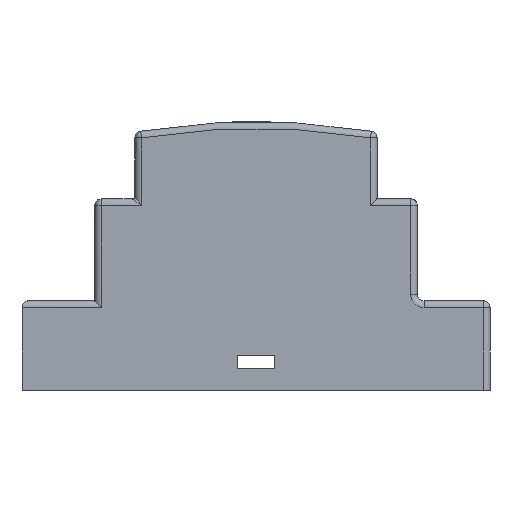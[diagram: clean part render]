
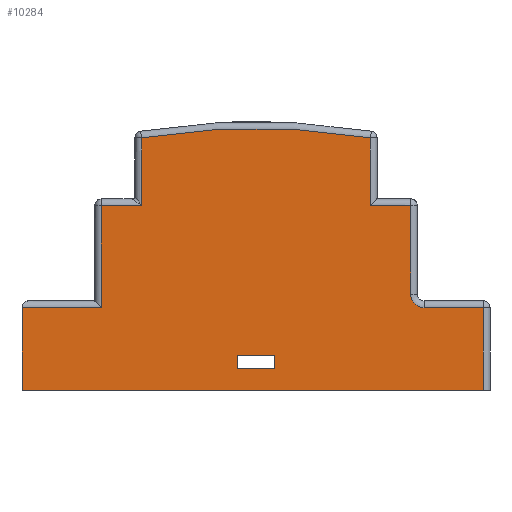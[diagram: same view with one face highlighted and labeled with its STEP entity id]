
A CAD part, left-side view. The second image highlights one B-rep face of the part: STEP entity #10284.
In plain terms, the highlighted planar face has unit normal (-1, 0, 0).
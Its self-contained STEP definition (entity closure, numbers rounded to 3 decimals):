
#214=PLANE('',#11013);
#457=FACE_BOUND('',#1426,.T.);
#865=FACE_OUTER_BOUND('',#1425,.T.);
#1425=EDGE_LOOP('',(#7680,#7681,#7682,#7683,#7684,#7685,#7686,#7687,#7688,
#7689,#7690,#7691,#7692));
#1426=EDGE_LOOP('',(#7693,#7694,#7695,#7696));
#2211=LINE('',#21535,#3245);
#2223=LINE('',#21566,#3257);
#2341=LINE('',#21817,#3375);
#2342=LINE('',#21819,#3376);
#2343=LINE('',#21823,#3377);
#2344=LINE('',#21825,#3378);
#2345=LINE('',#21827,#3379);
#2346=LINE('',#21831,#3380);
#2347=LINE('',#21833,#3381);
#2348=LINE('',#21835,#3382);
#2349=LINE('',#21836,#3383);
#2350=LINE('',#21839,#3384);
#2351=LINE('',#21841,#3385);
#2352=LINE('',#21843,#3386);
#2353=LINE('',#21844,#3387);
#3245=VECTOR('',#12138,85.75);
#3257=VECTOR('',#12160,15.4);
#3375=VECTOR('',#12338,15.4);
#3376=VECTOR('',#12339,11.);
#3377=VECTOR('',#12342,16.44);
#3378=VECTOR('',#12343,7.5);
#3379=VECTOR('',#12344,12.607);
#3380=VECTOR('',#12347,12.607);
#3381=VECTOR('',#12348,7.5);
#3382=VECTOR('',#12349,18.94);
#3383=VECTOR('',#12350,14.75);
#3384=VECTOR('',#12351,2.5);
#3385=VECTOR('',#12352,7.);
#3386=VECTOR('',#12353,2.5);
#3387=VECTOR('',#12354,7.);
#4116=CIRCLE('',#11014,2.5);
#4117=CIRCLE('',#11015,128.39);
#4769=VERTEX_POINT('',#21532);
#4770=VERTEX_POINT('',#21534);
#4784=VERTEX_POINT('',#21565);
#4887=VERTEX_POINT('',#21816);
#4888=VERTEX_POINT('',#21818);
#4889=VERTEX_POINT('',#21820);
#4890=VERTEX_POINT('',#21822);
#4891=VERTEX_POINT('',#21824);
#4892=VERTEX_POINT('',#21826);
#4893=VERTEX_POINT('',#21828);
#4894=VERTEX_POINT('',#21830);
#4895=VERTEX_POINT('',#21832);
#4896=VERTEX_POINT('',#21834);
#4897=VERTEX_POINT('',#21837);
#4898=VERTEX_POINT('',#21838);
#4899=VERTEX_POINT('',#21840);
#4900=VERTEX_POINT('',#21842);
#5835=EDGE_CURVE('',#4769,#4770,#2211,.T.);
#5850=EDGE_CURVE('',#4770,#4784,#2223,.T.);
#5989=EDGE_CURVE('',#4769,#4887,#2341,.F.);
#5990=EDGE_CURVE('',#4887,#4888,#2342,.F.);
#5991=EDGE_CURVE('',#4889,#4888,#4116,.F.);
#5992=EDGE_CURVE('',#4889,#4890,#2343,.F.);
#5993=EDGE_CURVE('',#4890,#4891,#2344,.F.);
#5994=EDGE_CURVE('',#4891,#4892,#2345,.F.);
#5995=EDGE_CURVE('',#4892,#4893,#4117,.F.);
#5996=EDGE_CURVE('',#4893,#4894,#2346,.F.);
#5997=EDGE_CURVE('',#4894,#4895,#2347,.F.);
#5998=EDGE_CURVE('',#4895,#4896,#2348,.F.);
#5999=EDGE_CURVE('',#4896,#4784,#2349,.F.);
#6000=EDGE_CURVE('',#4897,#4898,#2350,.T.);
#6001=EDGE_CURVE('',#4898,#4899,#2351,.T.);
#6002=EDGE_CURVE('',#4899,#4900,#2352,.T.);
#6003=EDGE_CURVE('',#4900,#4897,#2353,.T.);
#7680=ORIENTED_EDGE('',*,*,#5835,.F.);
#7681=ORIENTED_EDGE('',*,*,#5989,.T.);
#7682=ORIENTED_EDGE('',*,*,#5990,.T.);
#7683=ORIENTED_EDGE('',*,*,#5991,.F.);
#7684=ORIENTED_EDGE('',*,*,#5992,.T.);
#7685=ORIENTED_EDGE('',*,*,#5993,.T.);
#7686=ORIENTED_EDGE('',*,*,#5994,.T.);
#7687=ORIENTED_EDGE('',*,*,#5995,.T.);
#7688=ORIENTED_EDGE('',*,*,#5996,.T.);
#7689=ORIENTED_EDGE('',*,*,#5997,.T.);
#7690=ORIENTED_EDGE('',*,*,#5998,.T.);
#7691=ORIENTED_EDGE('',*,*,#5999,.T.);
#7692=ORIENTED_EDGE('',*,*,#5850,.F.);
#7693=ORIENTED_EDGE('',*,*,#6000,.T.);
#7694=ORIENTED_EDGE('',*,*,#6001,.T.);
#7695=ORIENTED_EDGE('',*,*,#6002,.T.);
#7696=ORIENTED_EDGE('',*,*,#6003,.T.);
#10284=ADVANCED_FACE('',(#865,#457),#214,.F.);
#11013=AXIS2_PLACEMENT_3D('',#21815,#12336,#12337);
#11014=AXIS2_PLACEMENT_3D('',#21821,#12340,#12341);
#11015=AXIS2_PLACEMENT_3D('',#21829,#12345,#12346);
#12138=DIRECTION('',(0.,1.,0.));
#12160=DIRECTION('',(0.,0.,1.));
#12336=DIRECTION('center_axis',(1.,0.,0.));
#12337=DIRECTION('ref_axis',(0.,0.,-1.));
#12338=DIRECTION('',(0.,0.,-1.));
#12339=DIRECTION('',(0.,-1.,0.));
#12340=DIRECTION('center_axis',(1.,0.,0.));
#12341=DIRECTION('ref_axis',(0.,0.,-1.));
#12342=DIRECTION('',(0.,0.,-1.));
#12343=DIRECTION('',(0.,-1.,0.));
#12344=DIRECTION('',(0.,0.,-1.));
#12345=DIRECTION('center_axis',(1.,0.,0.));
#12346=DIRECTION('ref_axis',(0.,0.,-1.));
#12347=DIRECTION('',(0.,0.,1.));
#12348=DIRECTION('',(0.,-1.,0.));
#12349=DIRECTION('',(0.,0.,1.));
#12350=DIRECTION('',(0.,-1.,0.));
#12351=DIRECTION('',(0.,0.,1.));
#12352=DIRECTION('',(0.,-1.,0.));
#12353=DIRECTION('',(0.,0.,-1.));
#12354=DIRECTION('',(0.,1.,0.));
#21532=CARTESIAN_POINT('',(0.,-42.25,0.));
#21534=CARTESIAN_POINT('',(0.,43.5,0.));
#21535=CARTESIAN_POINT('',(0.,-42.25,0.));
#21565=CARTESIAN_POINT('',(0.,43.5,15.4));
#21566=CARTESIAN_POINT('',(0.,43.5,0.));
#21815=CARTESIAN_POINT('Origin',(0.,0.,-79.673));
#21816=CARTESIAN_POINT('',(0.,-42.25,15.4));
#21817=CARTESIAN_POINT('',(0.,-42.25,15.4));
#21818=CARTESIAN_POINT('',(0.,-31.25,15.4));
#21819=CARTESIAN_POINT('',(0.,-31.25,15.4));
#21820=CARTESIAN_POINT('',(0.,-28.75,17.9));
#21821=CARTESIAN_POINT('Origin',(0.,-31.25,17.9));
#21822=CARTESIAN_POINT('',(0.,-28.75,34.34));
#21823=CARTESIAN_POINT('',(0.,-28.75,34.34));
#21824=CARTESIAN_POINT('',(0.,-21.25,34.34));
#21825=CARTESIAN_POINT('',(0.,-21.25,34.34));
#21826=CARTESIAN_POINT('',(0.,-21.25,46.947));
#21827=CARTESIAN_POINT('',(0.,-21.25,46.947));
#21828=CARTESIAN_POINT('',(0.,21.25,46.947));
#21829=CARTESIAN_POINT('Origin',(0.,0.,-79.673));
#21830=CARTESIAN_POINT('',(0.,21.25,34.34));
#21831=CARTESIAN_POINT('',(0.,21.25,34.34));
#21832=CARTESIAN_POINT('',(0.,28.75,34.34));
#21833=CARTESIAN_POINT('',(0.,28.75,34.34));
#21834=CARTESIAN_POINT('',(0.,28.75,15.4));
#21835=CARTESIAN_POINT('',(0.,28.75,15.4));
#21836=CARTESIAN_POINT('',(0.,43.5,15.4));
#21837=CARTESIAN_POINT('',(0.,3.5,4.));
#21838=CARTESIAN_POINT('',(0.,3.5,6.5));
#21839=CARTESIAN_POINT('',(0.,3.5,4.));
#21840=CARTESIAN_POINT('',(0.,-3.5,6.5));
#21841=CARTESIAN_POINT('',(0.,3.5,6.5));
#21842=CARTESIAN_POINT('',(0.,-3.5,4.));
#21843=CARTESIAN_POINT('',(0.,-3.5,6.5));
#21844=CARTESIAN_POINT('',(0.,-3.5,4.));
